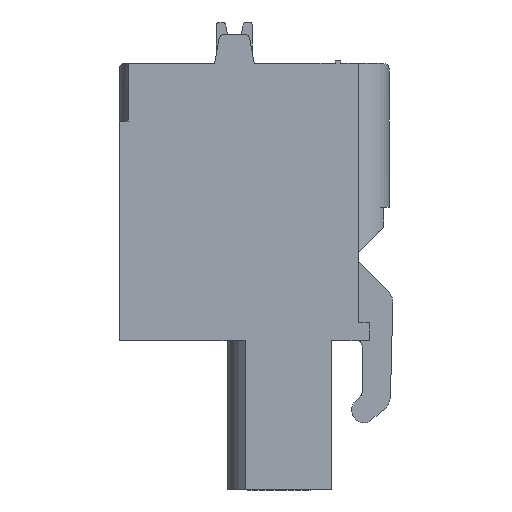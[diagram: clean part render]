
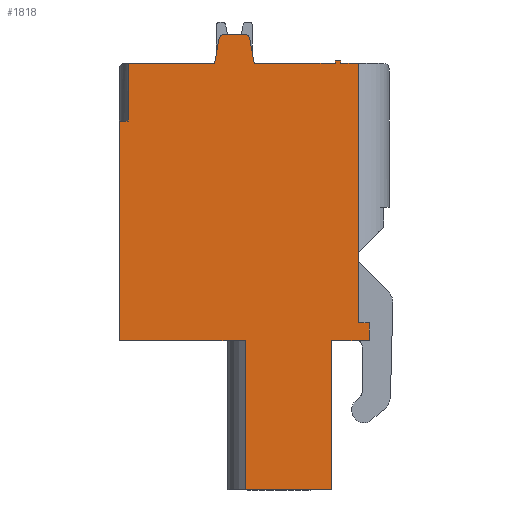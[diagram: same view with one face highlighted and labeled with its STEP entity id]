
A CAD part, left-side view. The second image highlights one B-rep face of the part: STEP entity #1818.
In plain terms, the highlighted planar face has unit normal (-1, 0, 0).
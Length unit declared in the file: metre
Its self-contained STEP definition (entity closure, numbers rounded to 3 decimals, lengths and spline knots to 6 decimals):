
#1818=ADVANCED_FACE('',(#4112),#4113,.F.);
#4112=FACE_OUTER_BOUND('',#6818,.T.);
#4113=PLANE('',#6819);
#6818=EDGE_LOOP('',(#12482,#12483,#12484,#12485,#12486,#12487,#12488,#12489,#12490,#12491,#12492,#12493,#12494,#12495,#12496,#12497,#12498,#12499,#12500,#12501,#12502,#12503));
#6819=AXIS2_PLACEMENT_3D('',#12504,#12505,#12506);
#12482=ORIENTED_EDGE('',*,*,#18305,.F.);
#12483=ORIENTED_EDGE('',*,*,#16782,.T.);
#12484=ORIENTED_EDGE('',*,*,#18306,.T.);
#12485=ORIENTED_EDGE('',*,*,#18307,.T.);
#12486=ORIENTED_EDGE('',*,*,#18308,.T.);
#12487=ORIENTED_EDGE('',*,*,#18309,.T.);
#12488=ORIENTED_EDGE('',*,*,#18310,.T.);
#12489=ORIENTED_EDGE('',*,*,#16778,.T.);
#12490=ORIENTED_EDGE('',*,*,#16371,.F.);
#12491=ORIENTED_EDGE('',*,*,#16376,.F.);
#12492=ORIENTED_EDGE('',*,*,#17285,.T.);
#12493=ORIENTED_EDGE('',*,*,#18311,.T.);
#12494=ORIENTED_EDGE('',*,*,#16454,.T.);
#12495=ORIENTED_EDGE('',*,*,#18312,.T.);
#12496=ORIENTED_EDGE('',*,*,#16442,.T.);
#12497=ORIENTED_EDGE('',*,*,#18313,.T.);
#12498=ORIENTED_EDGE('',*,*,#16433,.T.);
#12499=ORIENTED_EDGE('',*,*,#16426,.F.);
#12500=ORIENTED_EDGE('',*,*,#18314,.T.);
#12501=ORIENTED_EDGE('',*,*,#16788,.T.);
#12502=ORIENTED_EDGE('',*,*,#18315,.T.);
#12503=ORIENTED_EDGE('',*,*,#18316,.T.);
#12504=CARTESIAN_POINT('',(-0.63676,-0.0888,-0.0215));
#12505=DIRECTION('',(1.0,0.,0.));
#12506=DIRECTION('',(0.0,1.0,0.));
#16371=EDGE_CURVE('',#19690,#19692,#19693,.T.);
#16376=EDGE_CURVE('',#19698,#19690,#19700,.T.);
#16426=EDGE_CURVE('',#19782,#19783,#19784,.T.);
#16433=EDGE_CURVE('',#19792,#19783,#19795,.T.);
#16442=EDGE_CURVE('',#19811,#19809,#19812,.T.);
#16454=EDGE_CURVE('',#19829,#19827,#19830,.T.);
#16778=EDGE_CURVE('',#20401,#19692,#20402,.T.);
#16782=EDGE_CURVE('',#20409,#20407,#20410,.T.);
#16788=EDGE_CURVE('',#20419,#20417,#20420,.T.);
#17285=EDGE_CURVE('',#19698,#21292,#21294,.T.);
#18305=EDGE_CURVE('',#20409,#22712,#22713,.T.);
#18306=EDGE_CURVE('',#20407,#22714,#22715,.T.);
#18307=EDGE_CURVE('',#22714,#22716,#22717,.T.);
#18308=EDGE_CURVE('',#22716,#22718,#22719,.T.);
#18309=EDGE_CURVE('',#22718,#22720,#22721,.T.);
#18310=EDGE_CURVE('',#22720,#20401,#22722,.T.);
#18311=EDGE_CURVE('',#21292,#19829,#22723,.T.);
#18312=EDGE_CURVE('',#19827,#19811,#22724,.T.);
#18313=EDGE_CURVE('',#19809,#19792,#22725,.T.);
#18314=EDGE_CURVE('',#19782,#20419,#22726,.T.);
#18315=EDGE_CURVE('',#20417,#22727,#22728,.T.);
#18316=EDGE_CURVE('',#22727,#22712,#22729,.T.);
#19690=VERTEX_POINT('',#24628);
#19692=VERTEX_POINT('',#24631);
#19693=LINE('',#24632,#24633);
#19698=VERTEX_POINT('',#24639);
#19700=LINE('',#24642,#24643);
#19782=VERTEX_POINT('',#24768);
#19783=VERTEX_POINT('',#24769);
#19784=LINE('',#24770,#24771);
#19792=VERTEX_POINT('',#24782);
#19795=LINE('',#24787,#24788);
#19809=VERTEX_POINT('',#24807);
#19811=VERTEX_POINT('',#24810);
#19812=LINE('',#24811,#24812);
#19827=VERTEX_POINT('',#24831);
#19829=VERTEX_POINT('',#24834);
#19830=LINE('',#24835,#24836);
#20401=VERTEX_POINT('',#25743);
#20402=LINE('',#25744,#25745);
#20407=VERTEX_POINT('',#25752);
#20409=VERTEX_POINT('',#25755);
#20410=LINE('',#25756,#25757);
#20417=VERTEX_POINT('',#25767);
#20419=VERTEX_POINT('',#25770);
#20420=LINE('',#25771,#25772);
#21292=VERTEX_POINT('',#27091);
#21294=LINE('',#27094,#27095);
#22712=VERTEX_POINT('',#29255);
#22713=LINE('',#29256,#29257);
#22714=VERTEX_POINT('',#29258);
#22715=LINE('',#29259,#29260);
#22716=VERTEX_POINT('',#29261);
#22717=CIRCLE('',#29262,0.0003);
#22718=VERTEX_POINT('',#29263);
#22719=LINE('',#29264,#29265);
#22720=VERTEX_POINT('',#29266);
#22721=CIRCLE('',#29267,0.0003);
#22722=LINE('',#29268,#29269);
#22723=LINE('',#29270,#29271);
#22724=LINE('',#29272,#29273);
#22725=LINE('',#29274,#29275);
#22726=LINE('',#29276,#29277);
#22727=VERTEX_POINT('',#29278);
#22728=LINE('',#29279,#29280);
#22729=LINE('',#29281,#29282);
#24628=CARTESIAN_POINT('',(-0.63676,-0.0885,-0.0115));
#24631=CARTESIAN_POINT('',(-0.63676,-0.0885,-0.0083));
#24632=CARTESIAN_POINT('',(-0.63676,-0.0885,-0.0115));
#24633=VECTOR('',#31740,1.0);
#24639=CARTESIAN_POINT('',(-0.63676,-0.088,-0.0115));
#24642=CARTESIAN_POINT('',(-0.63676,-0.0908,-0.0115));
#24643=VECTOR('',#31746,1.0);
#24768=CARTESIAN_POINT('',(-0.63676,-0.1013,-0.0227));
#24769=CARTESIAN_POINT('',(-0.63676,-0.1019,-0.0227));
#24770=CARTESIAN_POINT('',(-0.63676,-0.1003,-0.0227));
#24771=VECTOR('',#31814,1.0);
#24782=CARTESIAN_POINT('',(-0.63676,-0.1019,-0.0237));
#24787=CARTESIAN_POINT('',(-0.63676,-0.1019,-0.0238));
#24788=VECTOR('',#31820,1.0);
#24807=CARTESIAN_POINT('',(-0.63676,-0.0998,-0.0237));
#24810=CARTESIAN_POINT('',(-0.63676,-0.0998,-0.032));
#24811=CARTESIAN_POINT('',(-0.63676,-0.0998,-0.0237));
#24812=VECTOR('',#31827,1.0);
#24831=CARTESIAN_POINT('',(-0.63676,-0.095,-0.032));
#24834=CARTESIAN_POINT('',(-0.63676,-0.095,-0.0237));
#24835=CARTESIAN_POINT('',(-0.63676,-0.095,-0.032));
#24836=VECTOR('',#31839,1.0);
#25743=CARTESIAN_POINT('',(-0.63676,-0.0933,-0.0083));
#25744=CARTESIAN_POINT('',(-0.63676,-0.0883,-0.0083));
#25745=VECTOR('',#32190,1.0);
#25752=CARTESIAN_POINT('',(-0.63676,-0.0955,-0.0083));
#25755=CARTESIAN_POINT('',(-0.63676,-0.1,-0.0083));
#25756=CARTESIAN_POINT('',(-0.63676,-0.0883,-0.0083));
#25757=VECTOR('',#32194,1.0);
#25767=CARTESIAN_POINT('',(-0.63676,-0.1003,-0.0083));
#25770=CARTESIAN_POINT('',(-0.63676,-0.1013,-0.0083));
#25771=CARTESIAN_POINT('',(-0.63676,-0.0883,-0.0083));
#25772=VECTOR('',#32202,1.0);
#27091=CARTESIAN_POINT('',(-0.63676,-0.088,-0.0237));
#27094=CARTESIAN_POINT('',(-0.63676,-0.088,-0.0238));
#27095=VECTOR('',#32768,1.0);
#29255=CARTESIAN_POINT('',(-0.63676,-0.1,-0.00815));
#29256=CARTESIAN_POINT('',(-0.63676,-0.1,-0.0083));
#29257=VECTOR('',#33658,1.0);
#29258=CARTESIAN_POINT('',(-0.63676,-0.095262,-0.006948));
#29259=CARTESIAN_POINT('',(-0.63676,-0.095218,-0.0067));
#29260=VECTOR('',#33659,1.0);
#29261=CARTESIAN_POINT('',(-0.63676,-0.094966,-0.0067));
#29262=AXIS2_PLACEMENT_3D('',#33660,#33661,#33662);
#29263=CARTESIAN_POINT('',(-0.63676,-0.093834,-0.0067));
#29264=CARTESIAN_POINT('',(-0.63676,-0.095178,-0.0067));
#29265=VECTOR('',#33663,1.0);
#29266=CARTESIAN_POINT('',(-0.63676,-0.093538,-0.006948));
#29267=AXIS2_PLACEMENT_3D('',#33664,#33665,#33666);
#29268=CARTESIAN_POINT('',(-0.63676,-0.0933,-0.0083));
#29269=VECTOR('',#33667,1.0);
#29270=CARTESIAN_POINT('',(-0.63676,-0.095,-0.0237));
#29271=VECTOR('',#33668,1.0);
#29272=CARTESIAN_POINT('',(-0.63676,-0.0998,-0.032));
#29273=VECTOR('',#33669,1.0);
#29274=CARTESIAN_POINT('',(-0.63676,-0.1007,-0.0237));
#29275=VECTOR('',#33670,1.0);
#29276=CARTESIAN_POINT('',(-0.63676,-0.1013,-0.0238));
#29277=VECTOR('',#33671,1.0);
#29278=CARTESIAN_POINT('',(-0.63676,-0.1003,-0.00815));
#29279=CARTESIAN_POINT('',(-0.63676,-0.1003,-0.0215));
#29280=VECTOR('',#33672,1.0);
#29281=CARTESIAN_POINT('',(-0.63676,-0.1,-0.00815));
#29282=VECTOR('',#33673,1.0);
#31740=DIRECTION('',(0.,0.0,1.0));
#31746=DIRECTION('',(0.,-1.0,0.));
#31814=DIRECTION('',(0.,-1.0,0.));
#31820=DIRECTION('',(0.,0.,1.0));
#31827=DIRECTION('',(0.0,0.0,1.0));
#31839=DIRECTION('',(0.0,0.,-1.0));
#32190=DIRECTION('',(0.,1.0,0.));
#32194=DIRECTION('',(0.,1.0,0.));
#32202=DIRECTION('',(0.,1.0,0.));
#32768=DIRECTION('',(0.,0.,-1.0));
#33658=DIRECTION('',(0.,0.0,1.0));
#33659=DIRECTION('',(0.,0.174,0.985));
#33660=CARTESIAN_POINT('',(-0.63676,-0.094966,-0.007));
#33661=DIRECTION('',(-1.0,0.0,0.));
#33662=DIRECTION('',(0.,0.0,-1.0));
#33663=DIRECTION('',(0.0,1.0,0.0));
#33664=CARTESIAN_POINT('',(-0.63676,-0.093834,-0.007));
#33665=DIRECTION('',(-1.0,0.0,0.));
#33666=DIRECTION('',(0.,0.0,-1.0));
#33667=DIRECTION('',(0.,0.174,-0.985));
#33668=DIRECTION('',(0.0,-1.0,0.0));
#33669=DIRECTION('',(0.0,-1.0,0.));
#33670=DIRECTION('',(0.0,-1.0,0.0));
#33671=DIRECTION('',(0.,0.,1.0));
#33672=DIRECTION('',(0.,0.0,1.0));
#33673=DIRECTION('',(0.0,1.0,0.0));
